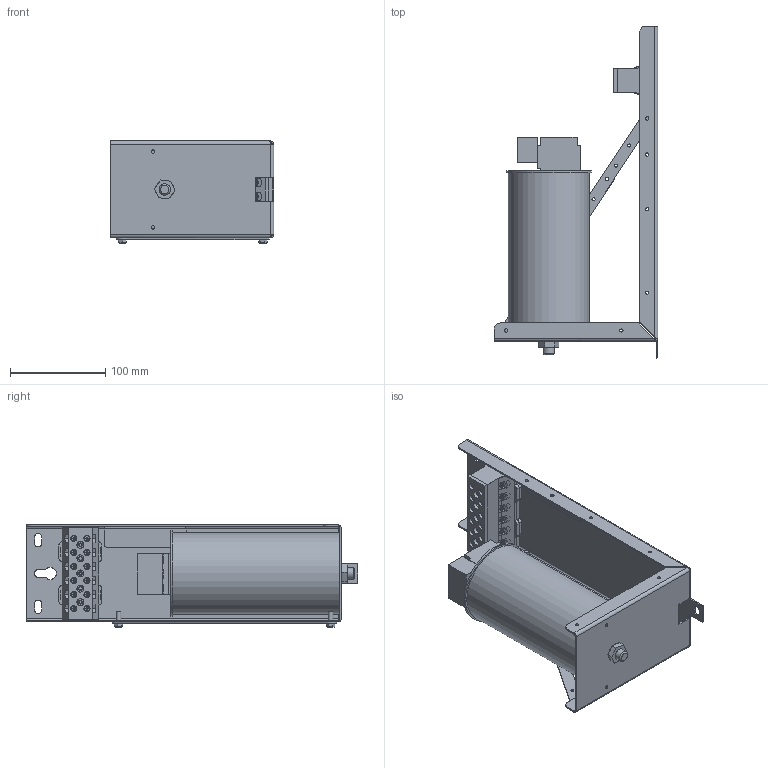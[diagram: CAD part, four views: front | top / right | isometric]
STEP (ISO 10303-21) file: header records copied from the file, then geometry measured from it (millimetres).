
FILE_DESCRIPTION(/* description */ (''),/* implementation_level */ '2;1');
FILE_NAME(/* name */ 'KPCUL010C62.stp',/* time_stamp */ '2020-03-27T14:42:19-05:00',/* author */ ('jnelson'),/* organization */ (''),/* preprocessor_version */ 'ST-DEVELOPER v17',/* originating_system */ 'Autodesk Inventor 2019',/* authorisation */ '');
FILE_SCHEMA (('AUTOMOTIVE_DESIGN { 1 0 10303 214 3 1 1 }'));
Length unit declared in the file: inch
Products named in the file (14): 107207; 30811; 27791-A; 28166; 28166_1; ASC TERM BLOCK-A; bleeder resistor-A; 29370 nut; 4498; 25441; DIN+TERMINAL; 27937; 19324; 23837
Assembly tree (15 placements, depth 3):
  107207
    30811
    19324
    27791-A
    28166
      28166_1
      ASC TERM BLOCK-A
      bleeder resistor-A
      29370 nut
      4498
    25441  x2
    DIN+TERMINAL
      27937
      19324
    23837
Bounding box: 171.45 x 347.73 x 106.87 mm (x, y, z)
Volume: 1352577.3 mm3; surface area: 326545.9 mm2
Topology: 46 solids, 46 shells, 1377 faces, 3600 edges, 2373 vertices
Faces by surface type: plane 1006, cylinder 317, bspline 45, torus 8, cone 1
Full cylindrical faces by diameter (mm): 2.54 x3, 2.794 x6, 3.251 x8, 3.556 x11, 3.962 x12, 4.597 x2, 4.699 x6, 4.898 x10, 5.08 x24, 5.083 x2, 6.124 x10, 6.35 x8, 6.375 x24, 6.379 x2, 7.341 x10, 9.652 x1, 11.608 x1, 11.989 x1, 14.224 x1, 85.09 x2, 89.154 x1
Entity records: 27816 total; most frequent: CARTESIAN_POINT 5270, ORIENTED_EDGE 4528, DIRECTION 4441, EDGE_CURVE 2264, LINE 1577, VECTOR 1577, VERTEX_POINT 1493, AXIS2_PLACEMENT_3D 1432
